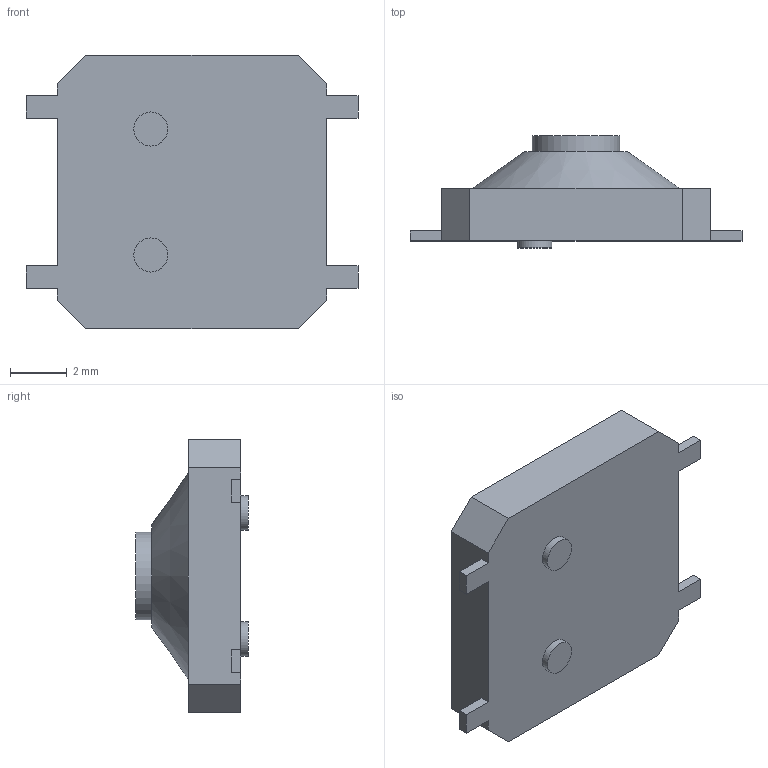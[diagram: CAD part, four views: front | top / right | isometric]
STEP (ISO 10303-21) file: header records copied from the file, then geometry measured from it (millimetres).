
FILE_DESCRIPTION(/* description */ (''),/* implementation_level */ '2;1');
FILE_NAME(/* name */ 'Hexar Button v8.step',/* time_stamp */ '2023-12-25T20:59:06+01:00',/* author */ (''),/* organization */ (''),/* preprocessor_version */ 'ST-DEVELOPER v20',/* originating_system */ 'Autodesk Translation Framework v12.14.0.127',/* authorisation */ '');
FILE_SCHEMA (('AUTOMOTIVE_DESIGN { 1 0 10303 214 3 1 1 }'));
Length unit declared in the file: millimetre
Products named in the file (1): Hexar Button
Bounding box: 11.7 x 3.95 x 9.64 mm (x, y, z)
Volume: 203.2 mm3; surface area: 270 mm2
Topology: 1 solids, 1 shells, 34 faces, 84 edges, 56 vertices
Faces by surface type: plane 30, cylinder 3, cone 1
Full cylindrical faces by diameter (mm): 1.2 x2, 3.1 x1
Entity records: 1029 total; most frequent: CARTESIAN_POINT 175, ORIENTED_EDGE 168, DIRECTION 162, EDGE_CURVE 84, LINE 76, VECTOR 76, VERTEX_POINT 56, AXIS2_PLACEMENT_3D 43
